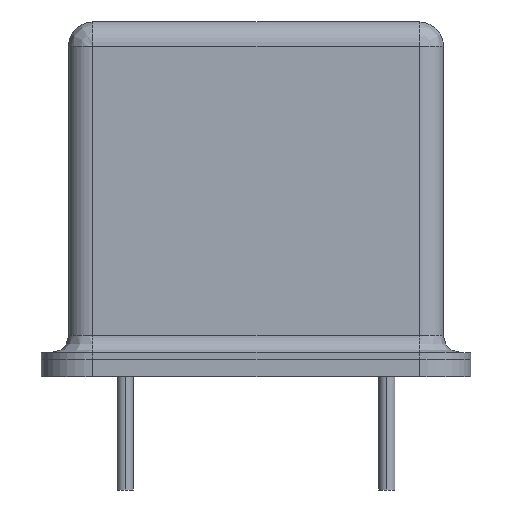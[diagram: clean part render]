
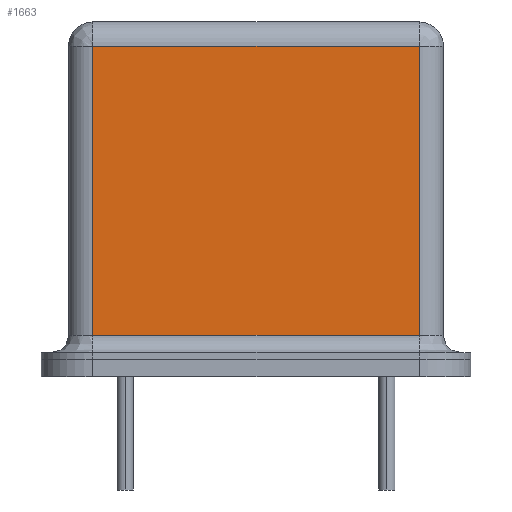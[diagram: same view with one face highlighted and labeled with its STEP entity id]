
A CAD part, left-side view. The second image highlights one B-rep face of the part: STEP entity #1663.
In plain terms, the highlighted planar face has unit normal (-1, 0, 0).
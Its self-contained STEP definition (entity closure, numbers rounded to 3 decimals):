
#131 = EDGE_CURVE ( 'NONE', #1808, #2753, #1894, .T. ) ;
#132 = LINE ( 'NONE', #1044, #2571 ) ;
#159 = VERTEX_POINT ( 'NONE', #1395 ) ;
#378 = VERTEX_POINT ( 'NONE', #2317 ) ;
#410 = ORIENTED_EDGE ( 'NONE', *, *, #131, .F. ) ;
#415 = EDGE_LOOP ( 'NONE', ( #1473, #410, #932, #1871 ) ) ;
#449 = CARTESIAN_POINT ( 'NONE',  ( -24.205, -8.444, 0.508 ) ) ;
#547 = VECTOR ( 'NONE', #2784, 1000. ) ;
#806 = CARTESIAN_POINT ( 'NONE',  ( -24.205, -8.444, 9.628 ) ) ;
#818 = FACE_OUTER_BOUND ( 'NONE', #415, .T. ) ;
#920 = VECTOR ( 'NONE', #2013, 1000. ) ;
#932 = ORIENTED_EDGE ( 'NONE', *, *, #2347, .F. ) ;
#1028 = PLANE ( 'NONE',  #1818 ) ;
#1044 = CARTESIAN_POINT ( 'NONE',  ( -24.205, -8.444, 9.628 ) ) ;
#1395 = CARTESIAN_POINT ( 'NONE',  ( -24.205, -8.444, 0.508 ) ) ;
#1399 = DIRECTION ( 'NONE',  ( 0., -1., 0. ) ) ;
#1473 = ORIENTED_EDGE ( 'NONE', *, *, #2165, .T. ) ;
#1564 = CARTESIAN_POINT ( 'NONE',  ( -24.205, -17.944, 8.923 ) ) ;
#1615 = CARTESIAN_POINT ( 'NONE',  ( -24.205, -17.944, 9.628 ) ) ;
#1663 = ADVANCED_FACE ( 'NONE', ( #818 ), #1028, .F. ) ;
#1705 = DIRECTION ( 'NONE',  ( 1., 0., 0. ) ) ;
#1709 = DIRECTION ( 'NONE',  ( 0., 0., 1. ) ) ;
#1718 = DIRECTION ( 'NONE',  ( 0., 0., -1. ) ) ;
#1808 = VERTEX_POINT ( 'NONE', #1564 ) ;
#1818 = AXIS2_PLACEMENT_3D ( 'NONE', #806, #1705, #1718 ) ;
#1871 = ORIENTED_EDGE ( 'NONE', *, *, #2467, .F. ) ;
#1894 = LINE ( 'NONE', #1615, #547 ) ;
#2013 = DIRECTION ( 'NONE',  ( 0., -1., 0. ) ) ;
#2069 = LINE ( 'NONE', #2775, #2705 ) ;
#2165 = EDGE_CURVE ( 'NONE', #159, #2753, #2488, .T. ) ;
#2317 = CARTESIAN_POINT ( 'NONE',  ( -24.205, -8.444, 8.923 ) ) ;
#2319 = CARTESIAN_POINT ( 'NONE',  ( -24.205, -17.944, 0.508 ) ) ;
#2347 = EDGE_CURVE ( 'NONE', #378, #1808, #2069, .T. ) ;
#2467 = EDGE_CURVE ( 'NONE', #159, #378, #132, .T. ) ;
#2488 = LINE ( 'NONE', #449, #920 ) ;
#2571 = VECTOR ( 'NONE', #1709, 1000. ) ;
#2705 = VECTOR ( 'NONE', #1399, 1000. ) ;
#2753 = VERTEX_POINT ( 'NONE', #2319 ) ;
#2775 = CARTESIAN_POINT ( 'NONE',  ( -24.205, -8.444, 8.923 ) ) ;
#2784 = DIRECTION ( 'NONE',  ( 0., 0., -1. ) ) ;
